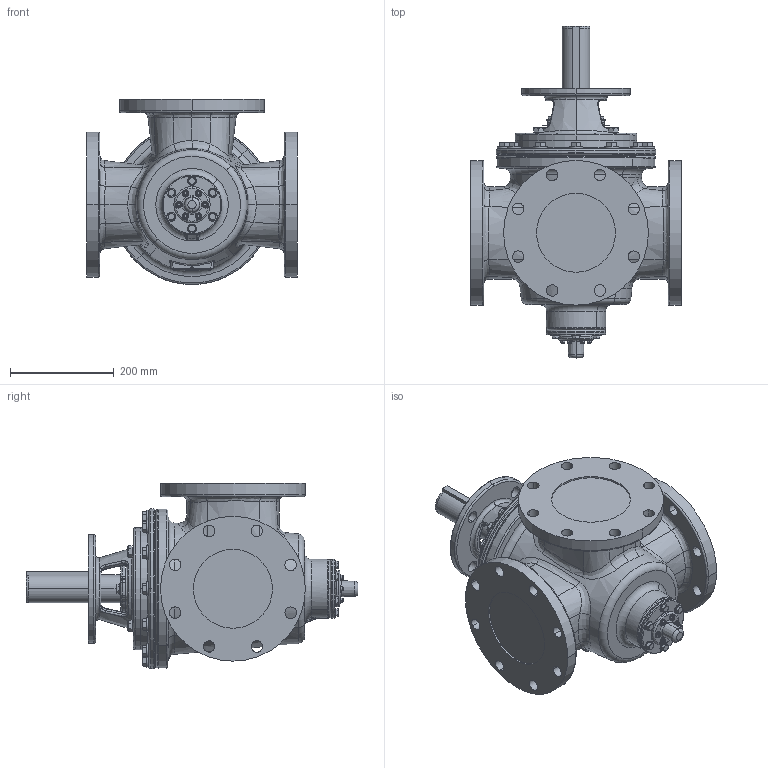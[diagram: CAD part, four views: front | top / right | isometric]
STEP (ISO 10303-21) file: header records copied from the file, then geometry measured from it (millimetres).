
FILE_DESCRIPTION((''),'2;1');
FILE_NAME('5506_SW0001','2023-09-13T11:08:53',('jlesh'),(''),'CREO PARAMETRIC BY PTC INC, 2023072','CREO PARAMETRIC BY PTC INC, 2023072','');
FILE_SCHEMA(('AUTOMOTIVE_DESIGN { 1 0 10303 214 1 1 1 1 }'));
Products named in the file (1): 5506_SW0001
Bounding box: 406.4 x 640.56 x 357.19 mm (x, y, z)
Volume: 26643125.6 mm3; surface area: 1049414.3 mm2
Topology: 1 solids, 3 shells, 1176 faces, 2707 edges, 1641 vertices
Faces by surface type: plane 370, cylinder 248, cone 198, bspline 182, torus 168, sphere 10
Entity records: 57360 total; most frequent: CARTESIAN_POINT 25887, ORIENTED_EDGE 5402, DIRECTION 5287, EDGE_CURVE 2701, AXIS2_PLACEMENT_3D 2222, VERTEX_POINT 1641, EDGE_LOOP 1360, COLOUR_RGB 1335
